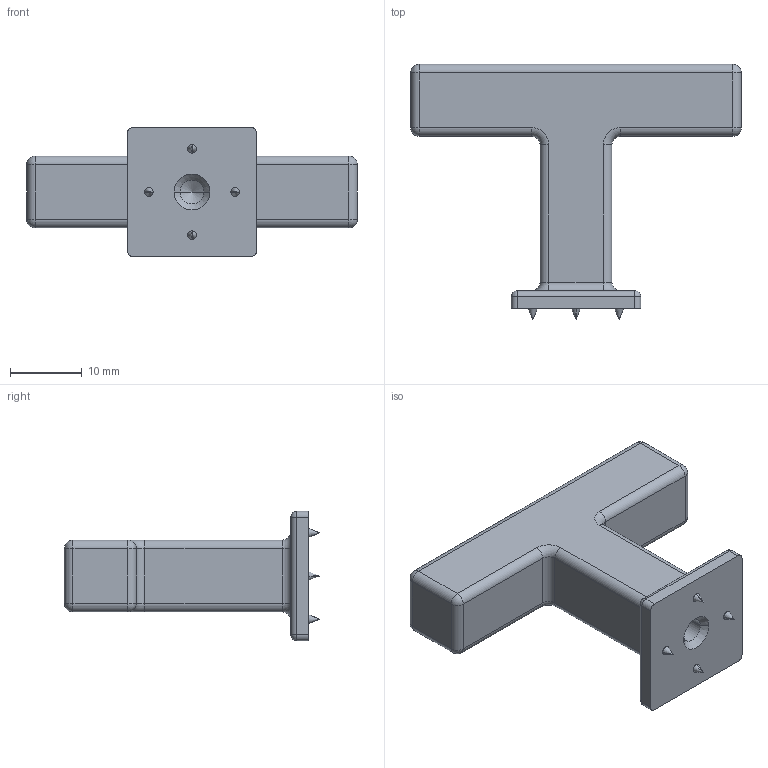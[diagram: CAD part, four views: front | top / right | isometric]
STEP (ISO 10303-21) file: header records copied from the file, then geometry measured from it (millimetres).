
FILE_DESCRIPTION(('Creo Elements/Direct Modeling STEP Export'),'2;1');
FILE_NAME('2520-46.stp','2021-07-13T13:27:20',(''),(''),'Creo Elements/Direct Modeling STEP processor for AP214 (Solid Model)','Creo Elements/Direct Modeling 20.0 12-Nov-2016 (C) Parametric Technology GmbH','');
FILE_SCHEMA(('AUTOMOTIVE_DESIGN { 1 0 10303 214 1 1 1 1 }'));
Length unit declared in the file: millimetre
Products named in the file (2): ZN-10714
Assembly tree (1 placements, depth 2):
  ZN-10714
    ZN-10714
Bounding box: 46 x 35.5 x 18 mm (x, y, z)
Volume: 7352.7 mm3; surface area: 3441.4 mm2
Topology: 1 solids, 1 shells, 84 faces, 196 edges, 99 vertices
Faces by surface type: cylinder 36, plane 16, cone 12, sphere 12, torus 8
Entity records: 2211 total; most frequent: DIRECTION 416, CARTESIAN_POINT 349, ORIENTED_EDGE 348, EDGE_CURVE 174, AXIS2_PLACEMENT_3D 166, VERTEX_POINT 99, EDGE_LOOP 91, VECTOR 84
